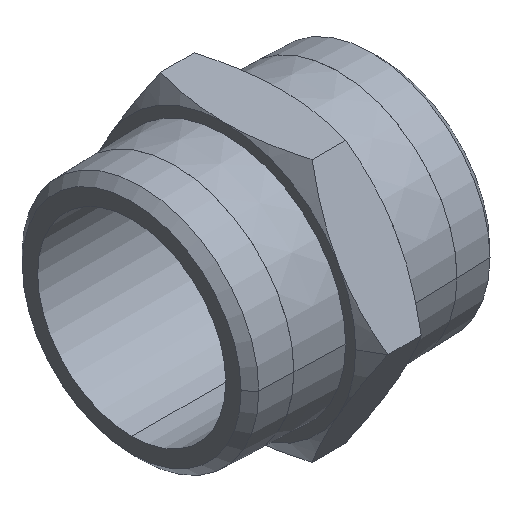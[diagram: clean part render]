
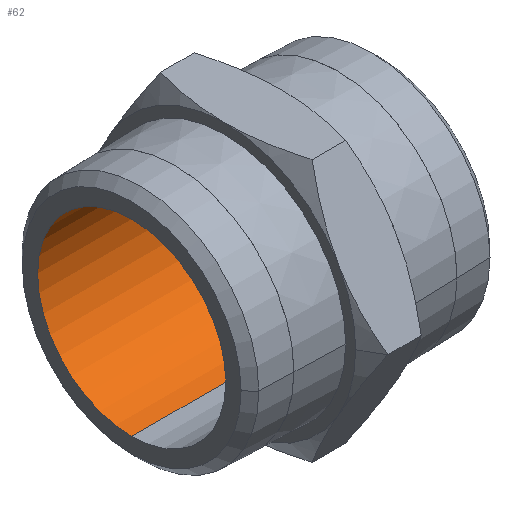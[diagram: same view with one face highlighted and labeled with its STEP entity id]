
A CAD part, isometric view. The second image highlights one B-rep face of the part: STEP entity #62.
In plain terms, the highlighted cylindrical face has radius 16.5 mm (diameter 33 mm), a partial arc.
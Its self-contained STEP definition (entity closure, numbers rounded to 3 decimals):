
#62=ADVANCED_FACE('',(#130),#131,.F.);
#130=FACE_OUTER_BOUND('',#237,.T.);
#131=CYLINDRICAL_SURFACE('',#238,16.5);
#237=EDGE_LOOP('',(#410,#411,#412,#413));
#238=AXIS2_PLACEMENT_3D('',#414,#415,#416);
#410=ORIENTED_EDGE('',*,*,#691,.F.);
#411=ORIENTED_EDGE('',*,*,#692,.F.);
#412=ORIENTED_EDGE('',*,*,#693,.F.);
#413=ORIENTED_EDGE('',*,*,#694,.F.);
#414=CARTESIAN_POINT('',(21.802,0.0,0.0));
#415=DIRECTION('',(1.0,0.0,0.0));
#416=DIRECTION('',(0.0,0.0,-1.0));
#691=EDGE_CURVE('',#811,#812,#813,.T.);
#692=EDGE_CURVE('',#814,#811,#815,.T.);
#693=EDGE_CURVE('',#816,#814,#817,.T.);
#694=EDGE_CURVE('',#812,#816,#818,.T.);
#811=VERTEX_POINT('',#985);
#812=VERTEX_POINT('',#986);
#813=LINE('',#987,#988);
#814=VERTEX_POINT('',#989);
#815=CIRCLE('',#990,16.5);
#816=VERTEX_POINT('',#991);
#817=LINE('',#992,#993);
#818=CIRCLE('',#994,16.5);
#985=CARTESIAN_POINT('',(26.3,0.,-16.5));
#986=CARTESIAN_POINT('',(0.,0.,-16.5));
#987=CARTESIAN_POINT('',(21.802,0.,-16.5));
#988=VECTOR('',#1449,1.0);
#989=CARTESIAN_POINT('',(26.3,0.,16.5));
#990=AXIS2_PLACEMENT_3D('',#1450,#1451,#1452);
#991=CARTESIAN_POINT('',(0.,0.,16.5));
#992=CARTESIAN_POINT('',(21.802,0.,16.5));
#993=VECTOR('',#1453,1.0);
#994=AXIS2_PLACEMENT_3D('',#1454,#1455,#1456);
#1449=DIRECTION('',(-1.0,0.0,0.0));
#1450=CARTESIAN_POINT('',(26.3,0.0,0.0));
#1451=DIRECTION('',(-1.0,0.,-0.0));
#1452=DIRECTION('',(0.0,0.0,-1.0));
#1453=DIRECTION('',(1.0,0.0,0.0));
#1454=CARTESIAN_POINT('',(0.0,0.0,0.0));
#1455=DIRECTION('',(1.0,0.,0.0));
#1456=DIRECTION('',(0.0,0.0,-1.0));
